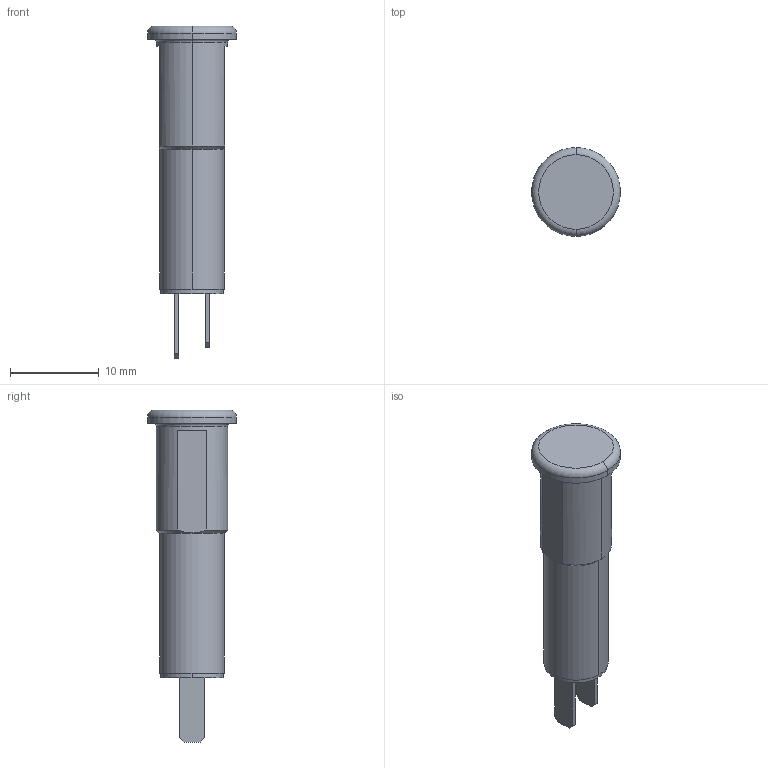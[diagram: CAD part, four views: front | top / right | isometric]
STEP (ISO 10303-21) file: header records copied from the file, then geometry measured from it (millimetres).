
FILE_DESCRIPTION((''),'2;1');
FILE_NAME('XVLA234-3D_ASM','2021-02-25T16:54:59',('SESA231899'),('Schneider-Electric'),'CREO PARAMETRIC BY PTC INC, 2019471','CREO PARAMETRIC BY PTC INC, 2019471','');
FILE_SCHEMA(('AP242_MANAGED_MODEL_BASED_3D_ENGINEERING_MIM_LF { 1 0 10303 442 1 1 4 }'));
Length unit declared in the file: millimetre
Products named in the file (2): XVLA233-3D; XVLA234-3D_ASM
Assembly tree (1 placements, depth 2):
  XVLA234-3D_ASM
    XVLA233-3D
Bounding box: 10 x 10 x 37.35 mm (x, y, z)
Volume: 1411 mm3; surface area: 951.1 mm2
Topology: 1 solids, 1 shells, 36 faces, 83 edges, 54 vertices
Faces by surface type: plane 22, cylinder 8, torus 4, cone 2
Entity records: 28809 total; most frequent: CARTESIAN_POINT 26957, POLYLINE 462, DIRECTION 251, ORIENTED_EDGE 164, AXIS2_PLACEMENT_3D 99, EDGE_CURVE 82, VECTOR 53, LINE 53
